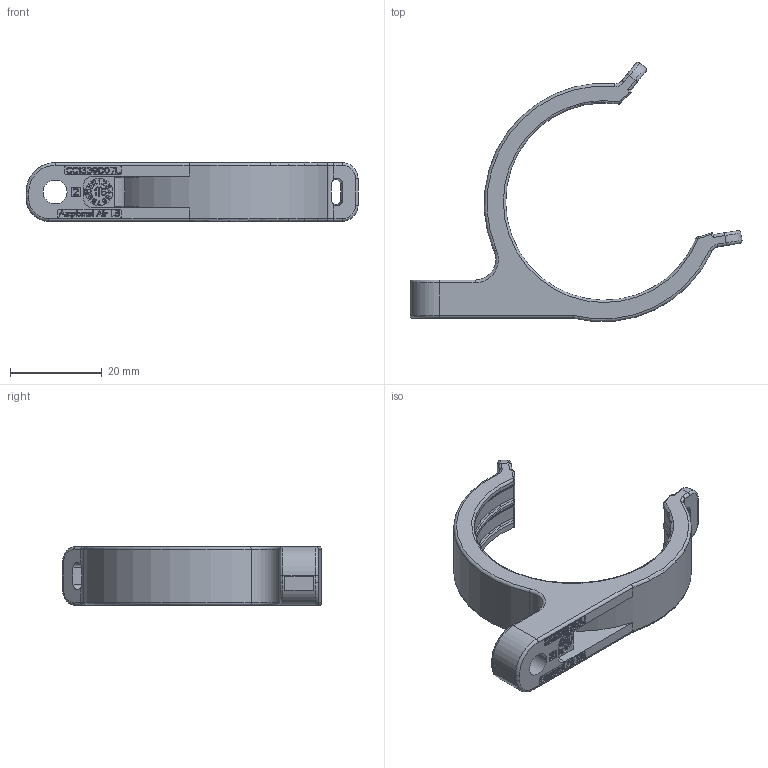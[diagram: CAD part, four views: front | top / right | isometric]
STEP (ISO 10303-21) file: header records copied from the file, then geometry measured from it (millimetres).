
FILE_DESCRIPTION((''),'2;1');
FILE_NAME('CC1339D07L','2020-07-02T',('presta_be4'),(''),'CREO PARAMETRIC BY PTC INC, 2018360','CREO PARAMETRIC BY PTC INC, 2018360','');
FILE_SCHEMA(('CONFIG_CONTROL_DESIGN'));
Length unit declared in the file: millimetre
Products named in the file (1): CC1339D07L
Bounding box: 72.34 x 56.45 x 12.8 mm (x, y, z)
Volume: 8538.4 mm3; surface area: 5574.2 mm2
Topology: 1 solids, 1 shells, 1358 faces, 3807 edges, 2512 vertices
Faces by surface type: plane 1031, extrusion 204, cylinder 65, torus 31, bspline 22, cone 5
Entity records: 48060 total; most frequent: CARTESIAN_POINT 13881, ORIENTED_EDGE 7614, DIRECTION 5971, EDGE_CURVE 3807, VECTOR 3373, LINE 3169, VERTEX_POINT 2512, EDGE_LOOP 1425
